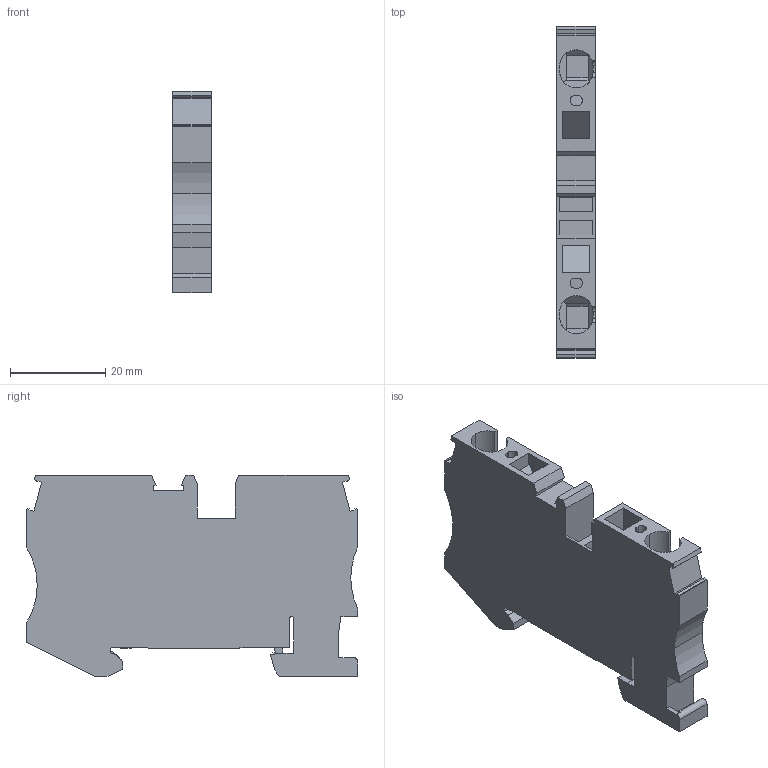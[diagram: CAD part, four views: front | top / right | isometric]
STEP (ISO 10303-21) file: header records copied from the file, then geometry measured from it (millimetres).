
FILE_DESCRIPTION(('STEP AP214'),'1');
FILE_NAME('cctmp_ED2D07A3-DCF1-4914-8687-A069BFF72FC1_2023_07_24_21_42_03_0875..stp','2023-07-24T19:42:04',('SIEMENS A&D'),('CADClick - www.CADClick.com'),'Spatial InterOp 3D postprocessed',' ','unknown authorization');
FILE_SCHEMA(('AUTOMOTIVE_DESIGN'));
Length unit declared in the file: millimetre
Products named in the file (1): 2023_07_24_21_42_03_0875
Bounding box: 8.15 x 69.5 x 42.2 mm (x, y, z)
Volume: 17730.6 mm3; surface area: 9143 mm2
Topology: 1 solids, 1 shells, 168 faces, 486 edges, 324 vertices
Faces by surface type: plane 136, cylinder 32
Entity records: 6460 total; most frequent: CARTESIAN_POINT 1423, ORIENTED_EDGE 972, DIRECTION 889, EDGE_CURVE 486, LINE 409, VECTOR 409, VERTEX_POINT 324, AXIS2_PLACEMENT_3D 240
